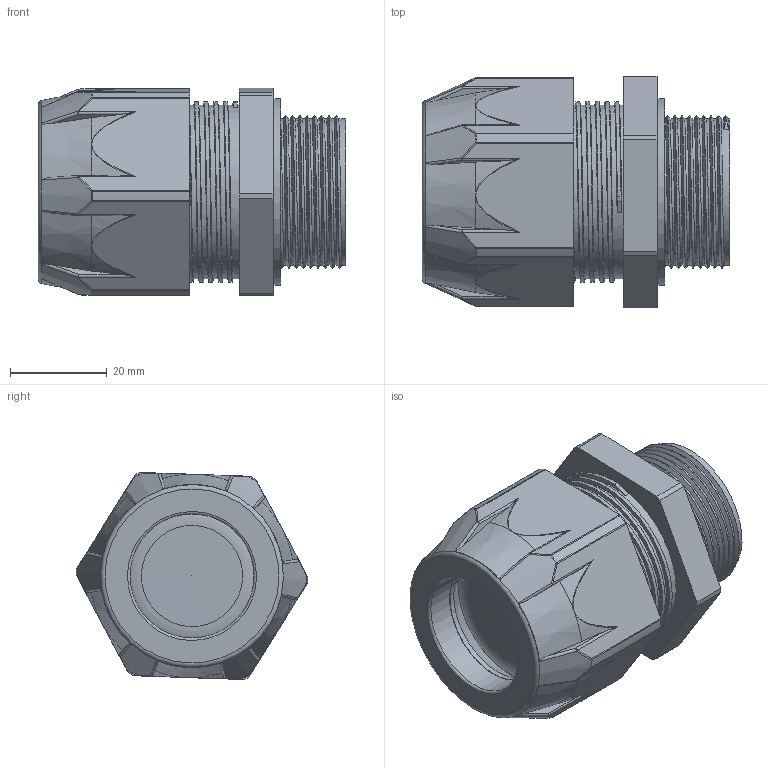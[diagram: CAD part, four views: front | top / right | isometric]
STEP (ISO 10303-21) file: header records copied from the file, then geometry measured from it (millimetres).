
FILE_DESCRIPTION(/* description */ ('Euro-Top-X-4.Generation M32x1,5, Ex i'),/* implementation_level */ '2;1');
FILE_NAME(/* name */ '84280532X4HISI-RST.stp',/* time_stamp */ '2020-02-26T15:05:19+01:00',/* author */ ('sl'),/* organization */ (''),/* preprocessor_version */ 'ST-DEVELOPER v16.5',/* originating_system */ 'Autodesk Inventor 2017',/* authorisation */ '');
FILE_SCHEMA (('AUTOMOTIVE_DESIGN { 1 0 10303 214 3 1 1 }'));
Length unit declared in the file: millimetre
Products named in the file (7): 84280532X4HISI; 85080532X4HI; 85080532X4HISI; 85080532X4HI_1; 85080532X4HISI_1; 85080532X4HI_2; 85280525XHI
Assembly tree (6 placements, depth 2):
  84280532X4HISI
    85080532X4HI
    85080532X4HISI
    85080532X4HI_1
    85080532X4HISI_1
    85080532X4HI_2
    85280525XHI
Bounding box: 63.46 x 47.9 x 42.78 mm (x, y, z)
Volume: 30895.8 mm3; surface area: 33861 mm2
Topology: 5 solids, 6 shells, 397 faces, 1058 edges, 669 vertices
Faces by surface type: plane 136, cylinder 128, bspline 54, torus 33, sphere 24, cone 22
Full cylindrical faces by diameter (mm): 14.2 x1, 25.11 x1, 25.13 x1, 25.6 x2, 26.05 x1, 26.1 x1, 29.97 x2, 30.13 x1, 30.258 x9, 30.56 x1, 34.2 x1, 35.808 x7, 36 x7, 37.522 x8, 38.53 x1
Entity records: 17279 total; most frequent: CARTESIAN_POINT 8166, ORIENTED_EDGE 1842, DIRECTION 1808, EDGE_CURVE 921, AXIS2_PLACEMENT_3D 746, VERTEX_POINT 603, EDGE_LOOP 420, CIRCLE 415
